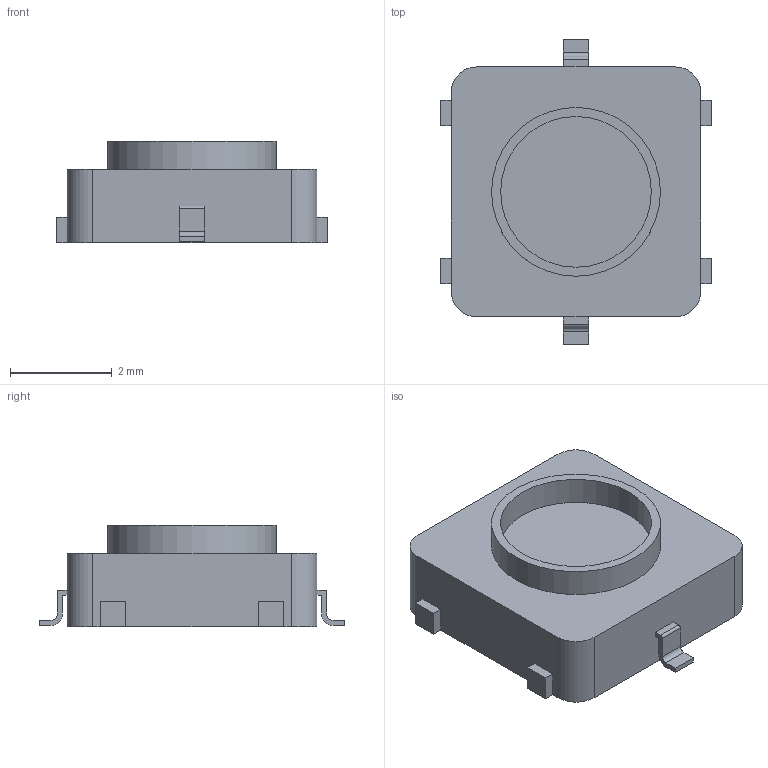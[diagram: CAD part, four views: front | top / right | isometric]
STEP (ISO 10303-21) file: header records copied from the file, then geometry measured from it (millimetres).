
FILE_DESCRIPTION(/* description */ (''),/* implementation_level */ '2;1');
FILE_NAME(/* name */ 'TL3215 v1.step',/* time_stamp */ '2017-06-05T12:11:50-07:00',/* author */ (''),/* organization */ (''),/* preprocessor_version */ 'ST-DEVELOPER v16.13',/* originating_system */ 'Autodesk Translation Framework v6.1.1.50',/* authorisation */ '');
FILE_SCHEMA (('AUTOMOTIVE_DESIGN { 1 0 10303 214 3 1 1 }'));
Length unit declared in the file: millimetre
Products named in the file (1): TL3215 v1
Bounding box: 5.3 x 6 x 2 mm (x, y, z)
Volume: 35.8 mm3; surface area: 89.8 mm2
Topology: 1 solids, 1 shells, 54 faces, 144 edges, 96 vertices
Faces by surface type: plane 42, cylinder 12
Full cylindrical faces by diameter (mm): 2.956 x1, 3.31 x1
Entity records: 1684 total; most frequent: CARTESIAN_POINT 293, ORIENTED_EDGE 284, DIRECTION 276, EDGE_CURVE 142, LINE 118, VECTOR 118, VERTEX_POINT 96, AXIS2_PLACEMENT_3D 79
